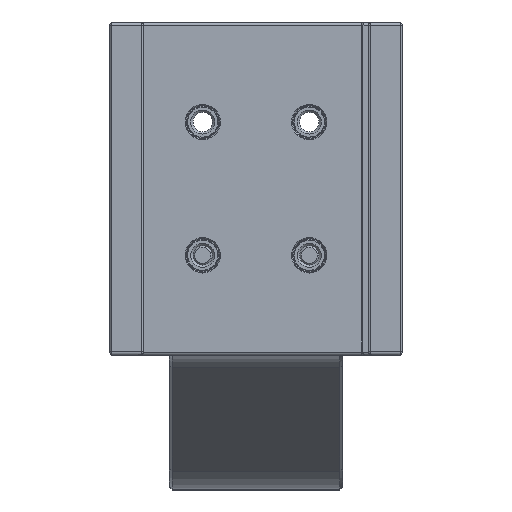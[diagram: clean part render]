
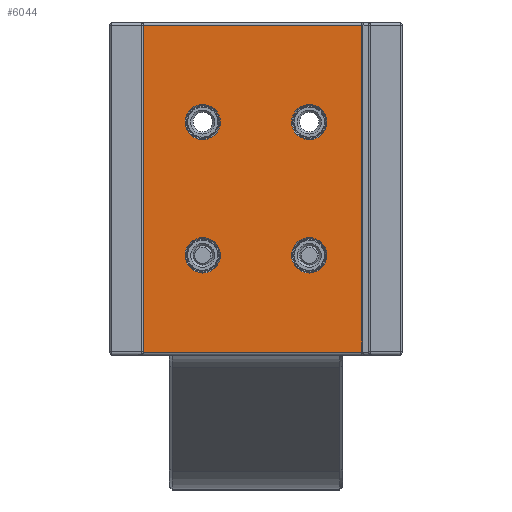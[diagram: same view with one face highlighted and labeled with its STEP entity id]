
A CAD part, top view. The second image highlights one B-rep face of the part: STEP entity #6044.
In plain terms, the highlighted planar face has unit normal (0, 0, 1).
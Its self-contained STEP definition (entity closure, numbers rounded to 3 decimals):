
#578=FACE_BOUND('',#1118,.T.);
#579=FACE_BOUND('',#1119,.T.);
#580=FACE_BOUND('',#1120,.T.);
#581=FACE_BOUND('',#1121,.T.);
#606=PLANE('',#6500);
#738=FACE_OUTER_BOUND('',#1117,.T.);
#1117=EDGE_LOOP('',(#4091,#4092,#4093,#4094));
#1118=EDGE_LOOP('',(#4095));
#1119=EDGE_LOOP('',(#4096));
#1120=EDGE_LOOP('',(#4097));
#1121=EDGE_LOOP('',(#4098));
#1524=LINE('',#8715,#1909);
#1525=LINE('',#8717,#1910);
#1526=LINE('',#8719,#1911);
#1527=LINE('',#8720,#1912);
#1909=VECTOR('',#7116,10.);
#1910=VECTOR('',#7117,10.);
#1911=VECTOR('',#7118,10.);
#1912=VECTOR('',#7119,10.);
#2293=CIRCLE('',#6498,2.65);
#2295=CIRCLE('',#6501,2.65);
#2296=CIRCLE('',#6502,2.65);
#2297=CIRCLE('',#6503,2.65);
#2558=VERTEX_POINT('',#8707);
#2560=VERTEX_POINT('',#8713);
#2561=VERTEX_POINT('',#8714);
#2562=VERTEX_POINT('',#8716);
#2563=VERTEX_POINT('',#8718);
#2564=VERTEX_POINT('',#8721);
#2565=VERTEX_POINT('',#8723);
#2566=VERTEX_POINT('',#8725);
#3140=EDGE_CURVE('',#2558,#2558,#2293,.T.);
#3143=EDGE_CURVE('',#2560,#2561,#1524,.T.);
#3144=EDGE_CURVE('',#2562,#2560,#1525,.T.);
#3145=EDGE_CURVE('',#2563,#2562,#1526,.T.);
#3146=EDGE_CURVE('',#2563,#2561,#1527,.F.);
#3147=EDGE_CURVE('',#2564,#2564,#2295,.T.);
#3148=EDGE_CURVE('',#2565,#2565,#2296,.T.);
#3149=EDGE_CURVE('',#2566,#2566,#2297,.T.);
#4091=ORIENTED_EDGE('',*,*,#3143,.F.);
#4092=ORIENTED_EDGE('',*,*,#3144,.F.);
#4093=ORIENTED_EDGE('',*,*,#3145,.F.);
#4094=ORIENTED_EDGE('',*,*,#3146,.T.);
#4095=ORIENTED_EDGE('',*,*,#3147,.F.);
#4096=ORIENTED_EDGE('',*,*,#3148,.F.);
#4097=ORIENTED_EDGE('',*,*,#3149,.F.);
#4098=ORIENTED_EDGE('',*,*,#3140,.F.);
#6044=ADVANCED_FACE('',(#738,#578,#579,#580,#581),#606,.T.);
#6498=AXIS2_PLACEMENT_3D('',#8708,#7109,#7110);
#6500=AXIS2_PLACEMENT_3D('',#8712,#7114,#7115);
#6501=AXIS2_PLACEMENT_3D('',#8722,#7120,#7121);
#6502=AXIS2_PLACEMENT_3D('',#8724,#7122,#7123);
#6503=AXIS2_PLACEMENT_3D('',#8726,#7124,#7125);
#7109=DIRECTION('center_axis',(0.,0.,1.));
#7110=DIRECTION('ref_axis',(-1.,0.,0.));
#7114=DIRECTION('center_axis',(0.,0.,1.));
#7115=DIRECTION('ref_axis',(1.,0.,0.));
#7116=DIRECTION('',(1.,0.,0.));
#7117=DIRECTION('',(0.,1.,0.));
#7118=DIRECTION('',(-1.,0.,0.));
#7119=DIRECTION('',(0.,-1.,0.));
#7120=DIRECTION('center_axis',(0.,0.,1.));
#7121=DIRECTION('ref_axis',(-1.,0.,0.));
#7122=DIRECTION('center_axis',(0.,0.,1.));
#7123=DIRECTION('ref_axis',(-1.,0.,0.));
#7124=DIRECTION('center_axis',(0.,0.,1.));
#7125=DIRECTION('ref_axis',(-1.,0.,0.));
#8707=CARTESIAN_POINT('',(13.7,35.,-4.926));
#8708=CARTESIAN_POINT('Origin',(11.05,35.,-4.926));
#8712=CARTESIAN_POINT('Origin',(0.8,0.,-4.926));
#8713=CARTESIAN_POINT('',(0.8,49.5,-4.926));
#8714=CARTESIAN_POINT('',(34.9,49.5,-4.926));
#8715=CARTESIAN_POINT('',(8.425,49.5,-4.926));
#8716=CARTESIAN_POINT('',(0.8,0.5,-4.926));
#8717=CARTESIAN_POINT('',(0.8,0.,-4.926));
#8718=CARTESIAN_POINT('',(34.9,0.5,-4.926));
#8719=CARTESIAN_POINT('',(8.425,0.5,-4.926));
#8720=CARTESIAN_POINT('',(34.9,0.,-4.926));
#8721=CARTESIAN_POINT('',(29.7,35.,-4.926));
#8722=CARTESIAN_POINT('Origin',(27.05,35.,-4.926));
#8723=CARTESIAN_POINT('',(29.7,15.,-4.926));
#8724=CARTESIAN_POINT('Origin',(27.05,15.,-4.926));
#8725=CARTESIAN_POINT('',(13.7,15.,-4.926));
#8726=CARTESIAN_POINT('Origin',(11.05,15.,-4.926));
